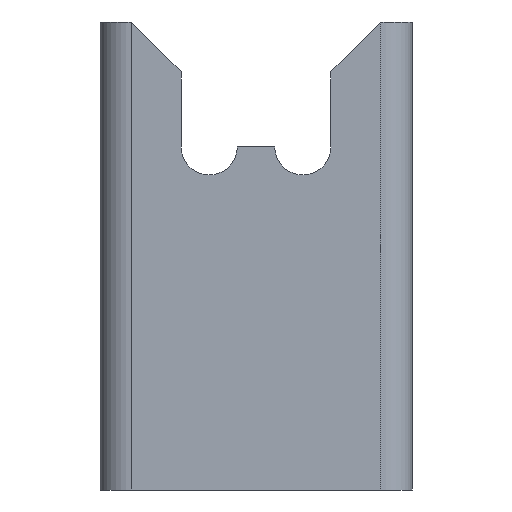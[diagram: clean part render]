
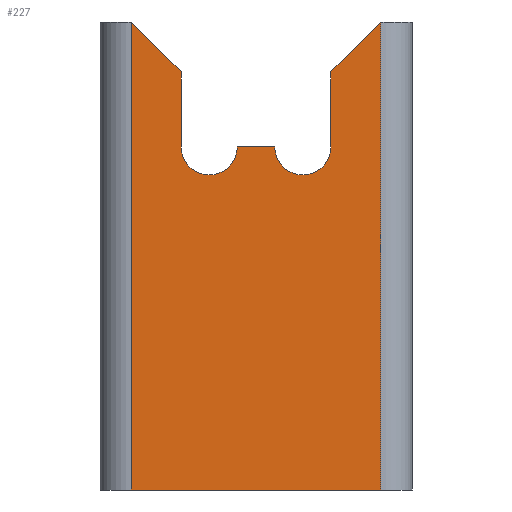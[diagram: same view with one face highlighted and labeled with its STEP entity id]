
A CAD part, front view. The second image highlights one B-rep face of the part: STEP entity #227.
In plain terms, the highlighted planar face has unit normal (0, -1, 0).
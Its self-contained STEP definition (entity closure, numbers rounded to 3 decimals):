
#18 = EDGE_CURVE ( 'NONE', #162, #997, #1174, .T. ) ;
#61 = VERTEX_POINT ( 'NONE', #718 ) ;
#72 = VECTOR ( 'NONE', #676, 1000. ) ;
#77 = DIRECTION ( 'NONE',  ( 1., 0., 0. ) ) ;
#83 = ORIENTED_EDGE ( 'NONE', *, *, #918, .F. ) ;
#113 = CARTESIAN_POINT ( 'NONE',  ( 4., 0., 0. ) ) ;
#137 = DIRECTION ( 'NONE',  ( 0., -1., 0. ) ) ;
#141 = DIRECTION ( 'NONE',  ( 1., 0., 0. ) ) ;
#148 = LINE ( 'NONE', #506, #944 ) ;
#158 = LINE ( 'NONE', #979, #203 ) ;
#162 = VERTEX_POINT ( 'NONE', #937 ) ;
#165 = VECTOR ( 'NONE', #836, 1000. ) ;
#171 = EDGE_CURVE ( 'NONE', #61, #316, #1107, .T. ) ;
#174 = ORIENTED_EDGE ( 'NONE', *, *, #369, .F. ) ;
#178 = EDGE_CURVE ( 'NONE', #322, #162, #1010, .T. ) ;
#203 = VECTOR ( 'NONE', #77, 1000. ) ;
#204 = DIRECTION ( 'NONE',  ( 0., 0., 1. ) ) ;
#210 = LINE ( 'NONE', #113, #165 ) ;
#217 = DIRECTION ( 'NONE',  ( 0., 0., 1. ) ) ;
#218 = ORIENTED_EDGE ( 'NONE', *, *, #264, .T. ) ;
#222 = CIRCLE ( 'NONE', #465, 0.9 ) ;
#227 = ADVANCED_FACE ( 'NONE', ( #393 ), #753, .T. ) ;
#231 = CARTESIAN_POINT ( 'NONE',  ( -0.6, 0., -4. ) ) ;
#264 = EDGE_CURVE ( 'NONE', #599, #887, #1043, .T. ) ;
#302 = DIRECTION ( 'NONE',  ( 1., 0., 0. ) ) ;
#316 = VERTEX_POINT ( 'NONE', #959 ) ;
#318 = CARTESIAN_POINT ( 'NONE',  ( 4., 0., 0. ) ) ;
#322 = VERTEX_POINT ( 'NONE', #586 ) ;
#327 = ORIENTED_EDGE ( 'NONE', *, *, #1061, .F. ) ;
#346 = CARTESIAN_POINT ( 'NONE',  ( 0.6, 0., -4. ) ) ;
#369 = EDGE_CURVE ( 'NONE', #671, #61, #486, .T. ) ;
#379 = ORIENTED_EDGE ( 'NONE', *, *, #863, .F. ) ;
#387 = CARTESIAN_POINT ( 'NONE',  ( 4., 0., -15. ) ) ;
#392 = VECTOR ( 'NONE', #141, 1000. ) ;
#393 = FACE_OUTER_BOUND ( 'NONE', #679, .T. ) ;
#408 = CARTESIAN_POINT ( 'NONE',  ( -1.5, 0., -4. ) ) ;
#429 = ORIENTED_EDGE ( 'NONE', *, *, #171, .F. ) ;
#433 = CARTESIAN_POINT ( 'NONE',  ( -2.4, 0., -4. ) ) ;
#440 = DIRECTION ( 'NONE',  ( 0.707, 0., -0.707 ) ) ;
#449 = VECTOR ( 'NONE', #204, 1000. ) ;
#465 = AXIS2_PLACEMENT_3D ( 'NONE', #408, #673, #302 ) ;
#482 = CARTESIAN_POINT ( 'NONE',  ( -0.6, 0., -4. ) ) ;
#486 = CIRCLE ( 'NONE', #1151, 0.9 ) ;
#492 = VERTEX_POINT ( 'NONE', #433 ) ;
#501 = ORIENTED_EDGE ( 'NONE', *, *, #178, .F. ) ;
#506 = CARTESIAN_POINT ( 'NONE',  ( -2.4, 0., -1.6 ) ) ;
#575 = DIRECTION ( 'NONE',  ( 1., 0., 0. ) ) ;
#586 = CARTESIAN_POINT ( 'NONE',  ( -4., 0., -15. ) ) ;
#593 = ORIENTED_EDGE ( 'NONE', *, *, #764, .T. ) ;
#599 = VERTEX_POINT ( 'NONE', #387 ) ;
#605 = CARTESIAN_POINT ( 'NONE',  ( 1.5, 0., -4. ) ) ;
#624 = AXIS2_PLACEMENT_3D ( 'NONE', #1118, #665, #575 ) ;
#647 = CARTESIAN_POINT ( 'NONE',  ( 2.4, 0., -1.6 ) ) ;
#656 = VECTOR ( 'NONE', #217, 1000. ) ;
#665 = DIRECTION ( 'NONE',  ( 0., -1., 0. ) ) ;
#671 = VERTEX_POINT ( 'NONE', #346 ) ;
#673 = DIRECTION ( 'NONE',  ( 0., -1., 0. ) ) ;
#676 = DIRECTION ( 'NONE',  ( 0., 0., 1. ) ) ;
#679 = EDGE_LOOP ( 'NONE', ( #83, #429, #174, #327, #379, #795, #1011, #501, #593, #218 ) ) ;
#692 = VECTOR ( 'NONE', #440, 1000. ) ;
#718 = CARTESIAN_POINT ( 'NONE',  ( 2.4, 0., -4. ) ) ;
#753 = PLANE ( 'NONE',  #624 ) ;
#764 = EDGE_CURVE ( 'NONE', #322, #599, #158, .T. ) ;
#795 = ORIENTED_EDGE ( 'NONE', *, *, #933, .F. ) ;
#826 = VERTEX_POINT ( 'NONE', #482 ) ;
#836 = DIRECTION ( 'NONE',  ( 0.707, 0., 0.707 ) ) ;
#860 = DIRECTION ( 'NONE',  ( -1., 0., 0. ) ) ;
#863 = EDGE_CURVE ( 'NONE', #492, #826, #222, .T. ) ;
#872 = DIRECTION ( 'NONE',  ( 0., 0., -1. ) ) ;
#887 = VERTEX_POINT ( 'NONE', #318 ) ;
#914 = CARTESIAN_POINT ( 'NONE',  ( -4., 0., 0. ) ) ;
#918 = EDGE_CURVE ( 'NONE', #316, #887, #210, .T. ) ;
#931 = CARTESIAN_POINT ( 'NONE',  ( -4., 0., -15. ) ) ;
#933 = EDGE_CURVE ( 'NONE', #997, #492, #148, .T. ) ;
#937 = CARTESIAN_POINT ( 'NONE',  ( -4., 0., 0. ) ) ;
#944 = VECTOR ( 'NONE', #872, 1000. ) ;
#959 = CARTESIAN_POINT ( 'NONE',  ( 2.4, 0., -1.6 ) ) ;
#965 = CARTESIAN_POINT ( 'NONE',  ( 4., 0., -15. ) ) ;
#979 = CARTESIAN_POINT ( 'NONE',  ( 0., 0., -15. ) ) ;
#997 = VERTEX_POINT ( 'NONE', #1138 ) ;
#1010 = LINE ( 'NONE', #931, #656 ) ;
#1011 = ORIENTED_EDGE ( 'NONE', *, *, #18, .F. ) ;
#1043 = LINE ( 'NONE', #965, #72 ) ;
#1061 = EDGE_CURVE ( 'NONE', #826, #671, #1163, .T. ) ;
#1107 = LINE ( 'NONE', #647, #449 ) ;
#1118 = CARTESIAN_POINT ( 'NONE',  ( 0., 0., -15. ) ) ;
#1138 = CARTESIAN_POINT ( 'NONE',  ( -2.4, 0., -1.6 ) ) ;
#1151 = AXIS2_PLACEMENT_3D ( 'NONE', #605, #137, #860 ) ;
#1163 = LINE ( 'NONE', #231, #392 ) ;
#1174 = LINE ( 'NONE', #914, #692 ) ;
